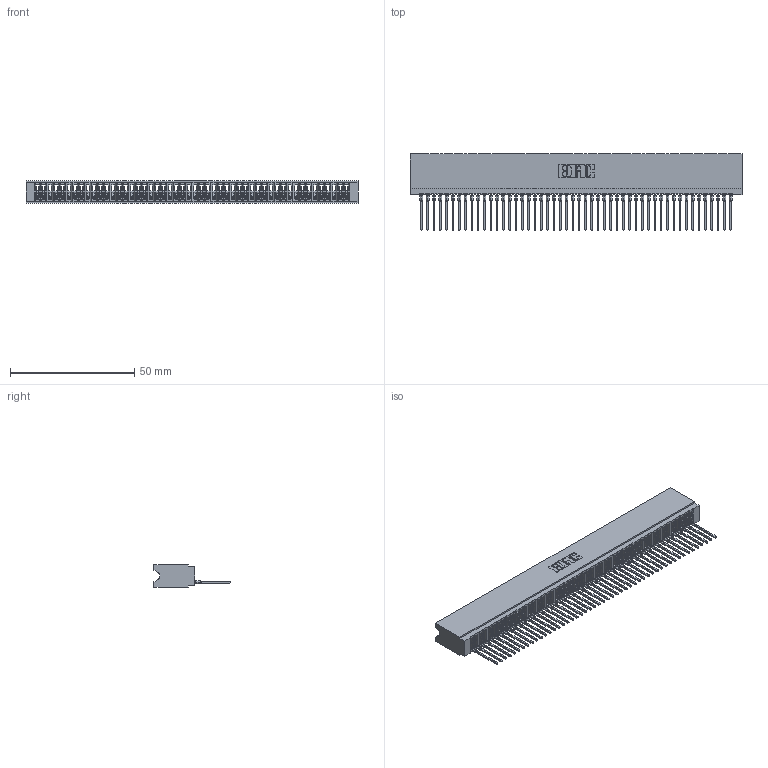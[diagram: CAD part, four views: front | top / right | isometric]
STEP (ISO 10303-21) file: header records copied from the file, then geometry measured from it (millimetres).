
FILE_DESCRIPTION (( 'STEP AP203' ), '1' );
FILE_NAME ('745-050-545-106.STEP', '2020-09-12T04:51:28', ( '' ), ( '' ), 'SwSTEP 2.0', 'SolidWorks 2020', '' );
FILE_SCHEMA (( 'CONFIG_CONTROL_DESIGN' ));
Length unit declared in the file: inch
Products named in the file (3): 745 Part_Insulator Option - 06; 745-292-001_545; 745-050-545-106
Assembly tree (51 placements, depth 2):
  745-050-545-106
    745 Part_Insulator Option - 06
    745-292-001_545  x50
Bounding box: 133.6 x 30.62 x 8.89 mm (x, y, z)
Volume: 11647 mm3; surface area: 22621.9 mm2
Topology: 51 solids, 51 shells, 5696 faces, 15660 edges, 9872 vertices
Faces by surface type: plane 3406, bspline 1000, cylinder 990, torus 300
Entity records: 81510 total; most frequent: CARTESIAN_POINT 14864, ORIENTED_EDGE 14366, DIRECTION 12443, EDGE_CURVE 7183, VECTOR 6701, LINE 6701, VERTEX_POINT 4580, AXIS2_PLACEMENT_3D 2871
